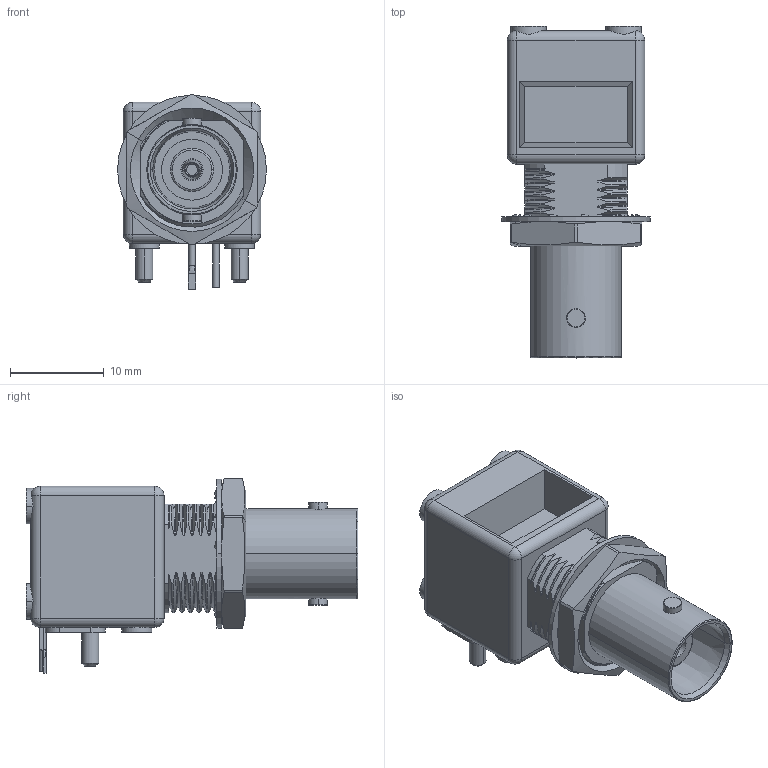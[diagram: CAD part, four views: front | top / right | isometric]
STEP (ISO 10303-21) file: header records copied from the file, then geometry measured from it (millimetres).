
FILE_DESCRIPTION((''),'2;1');
FILE_NAME('731385033','2020-05-15T',('gga'),(''),'PRO/ENGINEER BY PARAMETRIC TECHNOLOGY CORPORATION, 2016010','PRO/ENGINEER BY PARAMETRIC TECHNOLOGY CORPORATION, 2016010','');
FILE_SCHEMA(('CONFIG_CONTROL_DESIGN'));
Length unit declared in the file: millimetre
Products named in the file (1): 731385033
Bounding box: 15.9 x 35.43 x 20.76 mm (x, y, z)
Volume: 3630.8 mm3; surface area: 3449.2 mm2
Topology: 1 solids, 1 shells, 471 faces, 1326 edges, 848 vertices
Faces by surface type: cylinder 155, plane 144, bspline 126, cone 26, torus 12, sphere 8
Entity records: 20080 total; most frequent: CARTESIAN_POINT 8953, ORIENTED_EDGE 2620, DIRECTION 1877, EDGE_CURVE 1310, VERTEX_POINT 840, AXIS2_PLACEMENT_3D 696, EDGE_LOOP 496, VECTOR 485
